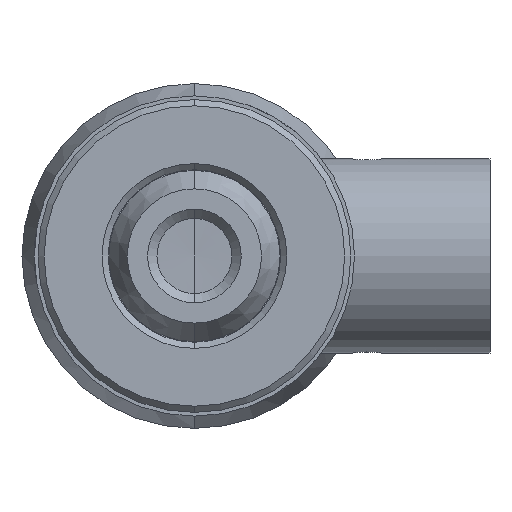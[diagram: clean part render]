
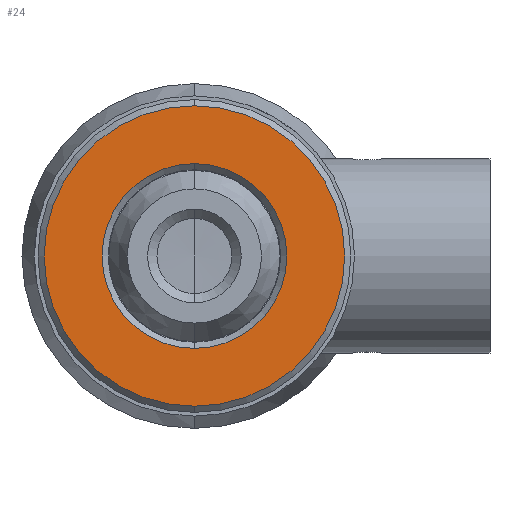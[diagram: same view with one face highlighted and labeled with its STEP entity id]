
A CAD part, left-side view. The second image highlights one B-rep face of the part: STEP entity #24.
In plain terms, the highlighted planar face has unit normal (-1, 0, 0).
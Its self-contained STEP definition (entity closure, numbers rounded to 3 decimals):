
#24 = ADVANCED_FACE ( 'NONE', ( #2581, #2567 ), #1657, .F. ) ;
#130 = EDGE_CURVE ( 'NONE', #1947, #1979, #698, .T. ) ;
#222 = EDGE_CURVE ( 'NONE', #1925, #1973, #800, .T. ) ;
#244 = EDGE_CURVE ( 'NONE', #1979, #1947, #841, .T. ) ;
#323 = EDGE_CURVE ( 'NONE', #1973, #1925, #545, .T. ) ;
#373 = AXIS2_PLACEMENT_3D ( 'NONE', #1639, #1642, #1629 ) ;
#405 = AXIS2_PLACEMENT_3D ( 'NONE', #2280, #2238, #2235 ) ;
#455 = AXIS2_PLACEMENT_3D ( 'NONE', #1228, #1229, #1247 ) ;
#468 = AXIS2_PLACEMENT_3D ( 'NONE', #1079, #1068, #1102 ) ;
#485 = AXIS2_PLACEMENT_3D ( 'NONE', #1332, #1392, #1399 ) ;
#545 = CIRCLE ( 'NONE', #468, 7.5 ) ;
#698 = CIRCLE ( 'NONE', #405, 12.2 ) ;
#800 = CIRCLE ( 'NONE', #455, 7.5 ) ;
#841 = CIRCLE ( 'NONE', #485, 12.2 ) ;
#1068 = DIRECTION ( 'NONE',  ( -1., 0., 0. ) ) ;
#1079 = CARTESIAN_POINT ( 'NONE',  ( -35.591, 0., 0. ) ) ;
#1102 = DIRECTION ( 'NONE',  ( 0., 0., 1. ) ) ;
#1158 = CARTESIAN_POINT ( 'NONE',  ( -35.591, 0., -7.5 ) ) ;
#1198 = CARTESIAN_POINT ( 'NONE',  ( -35.591, 0., -12.2 ) ) ;
#1228 = CARTESIAN_POINT ( 'NONE',  ( -35.591, 0., 0. ) ) ;
#1229 = DIRECTION ( 'NONE',  ( -1., 0., 0. ) ) ;
#1247 = DIRECTION ( 'NONE',  ( 0., 0., 1. ) ) ;
#1332 = CARTESIAN_POINT ( 'NONE',  ( -35.591, 0., 0. ) ) ;
#1392 = DIRECTION ( 'NONE',  ( -1., 0., 0. ) ) ;
#1399 = DIRECTION ( 'NONE',  ( 0., 0., -1. ) ) ;
#1432 = CARTESIAN_POINT ( 'NONE',  ( -35.591, 0., 12.2 ) ) ;
#1444 = CARTESIAN_POINT ( 'NONE',  ( -35.591, 0., 7.5 ) ) ;
#1629 = DIRECTION ( 'NONE',  ( 0., 0., 1. ) ) ;
#1639 = CARTESIAN_POINT ( 'NONE',  ( -35.591, 12.346, -12.346 ) ) ;
#1642 = DIRECTION ( 'NONE',  ( 1., 0., 0. ) ) ;
#1657 = PLANE ( 'NONE',  #373 ) ;
#1925 = VERTEX_POINT ( 'NONE', #1158 ) ;
#1947 = VERTEX_POINT ( 'NONE', #1198 ) ;
#1973 = VERTEX_POINT ( 'NONE', #1444 ) ;
#1979 = VERTEX_POINT ( 'NONE', #1432 ) ;
#1996 = ORIENTED_EDGE ( 'NONE', *, *, #244, .T. ) ;
#1998 = ORIENTED_EDGE ( 'NONE', *, *, #323, .F. ) ;
#2066 = ORIENTED_EDGE ( 'NONE', *, *, #130, .T. ) ;
#2069 = ORIENTED_EDGE ( 'NONE', *, *, #222, .F. ) ;
#2235 = DIRECTION ( 'NONE',  ( 0., 0., -1. ) ) ;
#2238 = DIRECTION ( 'NONE',  ( -1., 0., 0. ) ) ;
#2280 = CARTESIAN_POINT ( 'NONE',  ( -35.591, 0., 0. ) ) ;
#2567 = FACE_OUTER_BOUND ( 'NONE', #3029, .T. ) ;
#2581 = FACE_BOUND ( 'NONE', #3071, .T. ) ;
#3029 = EDGE_LOOP ( 'NONE', ( #2066, #1996 ) ) ;
#3071 = EDGE_LOOP ( 'NONE', ( #1998, #2069 ) ) ;
